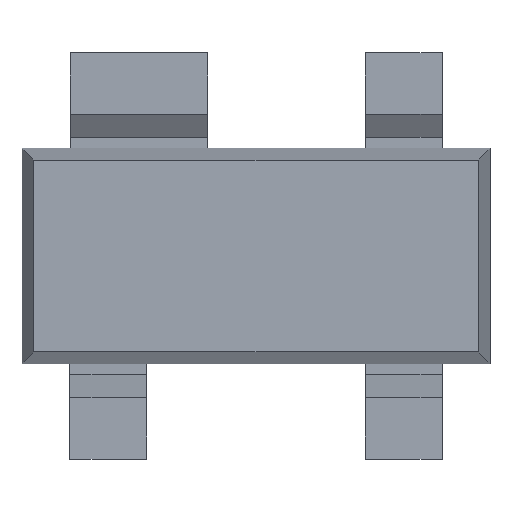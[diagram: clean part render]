
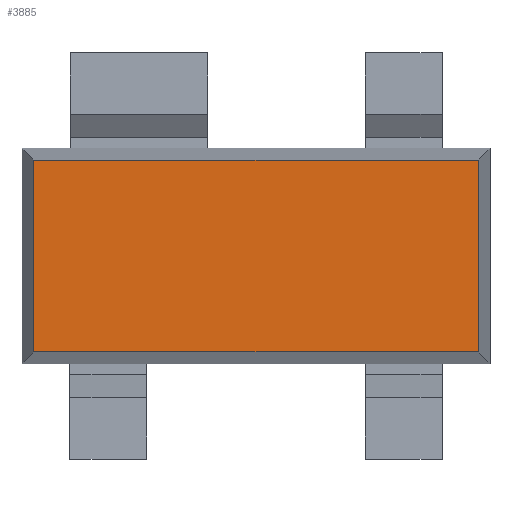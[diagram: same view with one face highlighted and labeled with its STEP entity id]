
A CAD part, front view. The second image highlights one B-rep face of the part: STEP entity #3885.
In plain terms, the highlighted planar face has unit normal (0, -1, 0).
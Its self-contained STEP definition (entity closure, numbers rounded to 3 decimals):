
#180 = CARTESIAN_POINT ( 'NONE',  ( 0., -0.535, 0. ) ) ;
#210 = CARTESIAN_POINT ( 'NONE',  ( 1.443, -0.535, -0.7 ) ) ;
#626 = AXIS2_PLACEMENT_3D ( 'NONE', #180, #3827, #696 ) ;
#696 = DIRECTION ( 'NONE',  ( 0., 0., 1. ) ) ;
#1073 = FACE_OUTER_BOUND ( 'NONE', #1155, .T. ) ;
#1155 = EDGE_LOOP ( 'NONE', ( #3632, #5731, #2835, #4671 ) ) ;
#1380 = LINE ( 'NONE', #5099, #4001 ) ;
#1643 = VERTEX_POINT ( 'NONE', #4625 ) ;
#1686 = CARTESIAN_POINT ( 'NONE',  ( -1.443, -0.535, 0.7 ) ) ;
#1725 = EDGE_CURVE ( 'NONE', #2406, #1643, #4930, .T. ) ;
#1758 = DIRECTION ( 'NONE',  ( 0., 0., -1. ) ) ;
#2004 = EDGE_CURVE ( 'NONE', #2811, #2929, #1380, .T. ) ;
#2249 = VECTOR ( 'NONE', #1758, 1000. ) ;
#2307 = CARTESIAN_POINT ( 'NONE',  ( 1.443, -0.535, 0.623 ) ) ;
#2328 = CARTESIAN_POINT ( 'NONE',  ( -1.52, -0.535, -0.623 ) ) ;
#2400 = LINE ( 'NONE', #210, #2249 ) ;
#2406 = VERTEX_POINT ( 'NONE', #2808 ) ;
#2671 = CARTESIAN_POINT ( 'NONE',  ( -1.443, -0.535, 0.623 ) ) ;
#2808 = CARTESIAN_POINT ( 'NONE',  ( 1.443, -0.535, -0.623 ) ) ;
#2811 = VERTEX_POINT ( 'NONE', #2671 ) ;
#2835 = ORIENTED_EDGE ( 'NONE', *, *, #3893, .F. ) ;
#2929 = VERTEX_POINT ( 'NONE', #2307 ) ;
#3330 = LINE ( 'NONE', #1686, #5956 ) ;
#3632 = ORIENTED_EDGE ( 'NONE', *, *, #4819, .F. ) ;
#3827 = DIRECTION ( 'NONE',  ( 0., 1., 0. ) ) ;
#3885 = ADVANCED_FACE ( 'NONE', ( #1073 ), #4878, .F. ) ;
#3893 = EDGE_CURVE ( 'NONE', #1643, #2811, #3330, .T. ) ;
#4001 = VECTOR ( 'NONE', #5121, 1000. ) ;
#4625 = CARTESIAN_POINT ( 'NONE',  ( -1.443, -0.535, -0.623 ) ) ;
#4671 = ORIENTED_EDGE ( 'NONE', *, *, #1725, .F. ) ;
#4819 = EDGE_CURVE ( 'NONE', #2929, #2406, #2400, .T. ) ;
#4878 = PLANE ( 'NONE',  #626 ) ;
#4930 = LINE ( 'NONE', #2328, #6325 ) ;
#5099 = CARTESIAN_POINT ( 'NONE',  ( 1.52, -0.535, 0.623 ) ) ;
#5121 = DIRECTION ( 'NONE',  ( 1., 0., 0. ) ) ;
#5467 = DIRECTION ( 'NONE',  ( -1., 0., 0. ) ) ;
#5731 = ORIENTED_EDGE ( 'NONE', *, *, #2004, .F. ) ;
#5926 = DIRECTION ( 'NONE',  ( 0., 0., 1. ) ) ;
#5956 = VECTOR ( 'NONE', #5926, 1000. ) ;
#6325 = VECTOR ( 'NONE', #5467, 1000. ) ;
